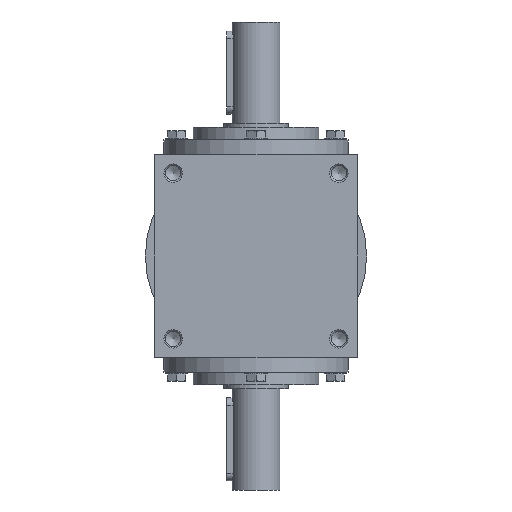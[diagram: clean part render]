
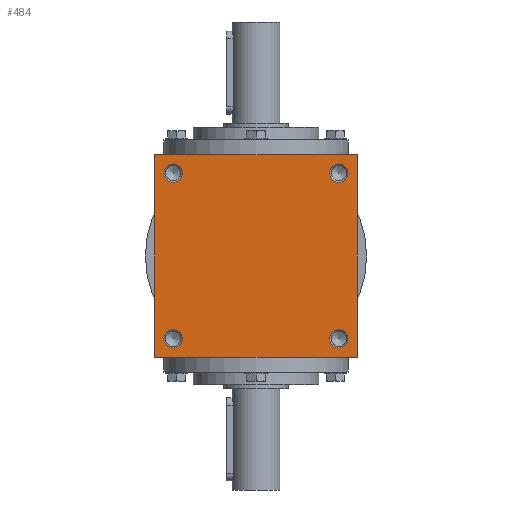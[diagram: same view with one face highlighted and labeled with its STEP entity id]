
A CAD part, left-side view. The second image highlights one B-rep face of the part: STEP entity #484.
In plain terms, the highlighted face is planar.
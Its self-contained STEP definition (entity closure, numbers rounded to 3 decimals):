
#484 = ADVANCED_FACE( '', ( #996, #997, #998, #999, #1000 ), #1001, .F. );
#996 = FACE_BOUND( '', #1695, .T. );
#997 = FACE_BOUND( '', #1696, .T. );
#998 = FACE_BOUND( '', #1697, .T. );
#999 = FACE_BOUND( '', #1698, .T. );
#1000 = FACE_OUTER_BOUND( '', #1699, .T. );
#1001 = PLANE( '', #1700 );
#1695 = EDGE_LOOP( '', ( #2553 ) );
#1696 = EDGE_LOOP( '', ( #2554 ) );
#1697 = EDGE_LOOP( '', ( #2555 ) );
#1698 = EDGE_LOOP( '', ( #2556 ) );
#1699 = EDGE_LOOP( '', ( #2557, #2558, #2559, #2560 ) );
#1700 = AXIS2_PLACEMENT_3D( '', #2561, #2562, #2563 );
#2553 = ORIENTED_EDGE( '', *, *, #3729, .F. );
#2554 = ORIENTED_EDGE( '', *, *, #3730, .T. );
#2555 = ORIENTED_EDGE( '', *, *, #3731, .F. );
#2556 = ORIENTED_EDGE( '', *, *, #3638, .T. );
#2557 = ORIENTED_EDGE( '', *, *, #3732, .F. );
#2558 = ORIENTED_EDGE( '', *, *, #3733, .F. );
#2559 = ORIENTED_EDGE( '', *, *, #3734, .F. );
#2560 = ORIENTED_EDGE( '', *, *, #3735, .F. );
#2561 = CARTESIAN_POINT( '', ( 0., 0., -55. ) );
#2562 = DIRECTION( '', ( 0., 0., 1. ) );
#2563 = DIRECTION( '', ( 1., 0., 0. ) );
#3638 = EDGE_CURVE( '', #4206, #4206, #4207, .T. );
#3729 = EDGE_CURVE( '', #4352, #4352, #4353, .T. );
#3730 = EDGE_CURVE( '', #4354, #4354, #4355, .T. );
#3731 = EDGE_CURVE( '', #4356, #4356, #4357, .T. );
#3732 = EDGE_CURVE( '', #4358, #4359, #4360, .T. );
#3733 = EDGE_CURVE( '', #4361, #4358, #4362, .T. );
#3734 = EDGE_CURVE( '', #4363, #4361, #4364, .T. );
#3735 = EDGE_CURVE( '', #4359, #4363, #4365, .T. );
#4206 = VERTEX_POINT( '', #4968 );
#4207 = CIRCLE( '', #4969, 5. );
#4352 = VERTEX_POINT( '', #5153 );
#4353 = CIRCLE( '', #5154, 5. );
#4354 = VERTEX_POINT( '', #5155 );
#4355 = CIRCLE( '', #5156, 5. );
#4356 = VERTEX_POINT( '', #5157 );
#4357 = CIRCLE( '', #5158, 5. );
#4358 = VERTEX_POINT( '', #5159 );
#4359 = VERTEX_POINT( '', #5160 );
#4360 = LINE( '', #5161, #5162 );
#4361 = VERTEX_POINT( '', #5163 );
#4362 = LINE( '', #5164, #5165 );
#4363 = VERTEX_POINT( '', #5166 );
#4364 = LINE( '', #5167, #5168 );
#4365 = LINE( '', #5169, #5170 );
#4968 = CARTESIAN_POINT( '', ( 50., -45., -55. ) );
#4969 = AXIS2_PLACEMENT_3D( '', #5860, #5861, #5862 );
#5153 = CARTESIAN_POINT( '', ( -50., 45., -55. ) );
#5154 = AXIS2_PLACEMENT_3D( '', #6018, #6019, #6020 );
#5155 = CARTESIAN_POINT( '', ( 50., 45., -55. ) );
#5156 = AXIS2_PLACEMENT_3D( '', #6021, #6022, #6023 );
#5157 = CARTESIAN_POINT( '', ( -50., -45., -55. ) );
#5158 = AXIS2_PLACEMENT_3D( '', #6024, #6025, #6026 );
#5159 = CARTESIAN_POINT( '', ( -55., 55., -55. ) );
#5160 = CARTESIAN_POINT( '', ( -55., -55., -55. ) );
#5161 = CARTESIAN_POINT( '', ( -55., 55., -55. ) );
#5162 = VECTOR( '', #6027, 1000. );
#5163 = CARTESIAN_POINT( '', ( 55., 55., -55. ) );
#5164 = CARTESIAN_POINT( '', ( 55., 55., -55. ) );
#5165 = VECTOR( '', #6028, 1000. );
#5166 = CARTESIAN_POINT( '', ( 55., -55., -55. ) );
#5167 = CARTESIAN_POINT( '', ( 55., -55., -55. ) );
#5168 = VECTOR( '', #6029, 1000. );
#5169 = CARTESIAN_POINT( '', ( -55., -55., -55. ) );
#5170 = VECTOR( '', #6030, 1000. );
#5860 = CARTESIAN_POINT( '', ( 45., -45., -55. ) );
#5861 = DIRECTION( '', ( 0., 0., 1. ) );
#5862 = DIRECTION( '', ( 1., 0., 0. ) );
#6018 = CARTESIAN_POINT( '', ( -45., 45., -55. ) );
#6019 = DIRECTION( '', ( 0., 0., -1. ) );
#6020 = DIRECTION( '', ( -1., 0., 0. ) );
#6021 = CARTESIAN_POINT( '', ( 45., 45., -55. ) );
#6022 = DIRECTION( '', ( 0., 0., 1. ) );
#6023 = DIRECTION( '', ( 1., 0., 0. ) );
#6024 = CARTESIAN_POINT( '', ( -45., -45., -55. ) );
#6025 = DIRECTION( '', ( 0., 0., -1. ) );
#6026 = DIRECTION( '', ( -1., 0., 0. ) );
#6027 = DIRECTION( '', ( 0., -1., 0. ) );
#6028 = DIRECTION( '', ( -1., 0., 0. ) );
#6029 = DIRECTION( '', ( 0., 1., 0. ) );
#6030 = DIRECTION( '', ( 1., 0., 0. ) );
